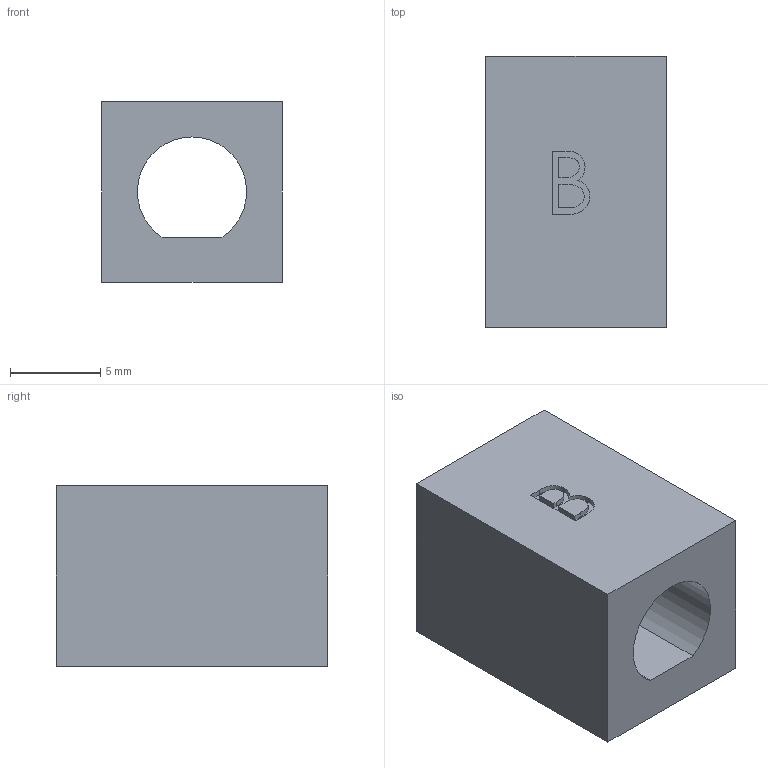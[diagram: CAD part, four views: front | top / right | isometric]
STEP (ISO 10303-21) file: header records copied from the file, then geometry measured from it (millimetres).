
FILE_DESCRIPTION (( 'STEP AP214' ), '1' );
FILE_NAME ('d_shaft_test_B.STEP', '2024-05-13T08:52:50', ( '' ), ( '' ), 'SwSTEP 2.0', 'SolidWorks 2023', '' );
FILE_SCHEMA (( 'AUTOMOTIVE_DESIGN' ));
Length unit declared in the file: millimetre
Products named in the file (1): d_shaft_test_B
Bounding box: 10 x 15 x 10 mm (x, y, z)
Volume: 1085.9 mm3; surface area: 1032.5 mm2
Topology: 1 solids, 1 shells, 29 faces, 72 edges, 48 vertices
Faces by surface type: plane 19, bspline 9, cylinder 1
Entity records: 1373 total; most frequent: CARTESIAN_POINT 711, ORIENTED_EDGE 144, DIRECTION 98, EDGE_CURVE 72, VECTOR 52, LINE 52, VERTEX_POINT 48, EDGE_LOOP 34
